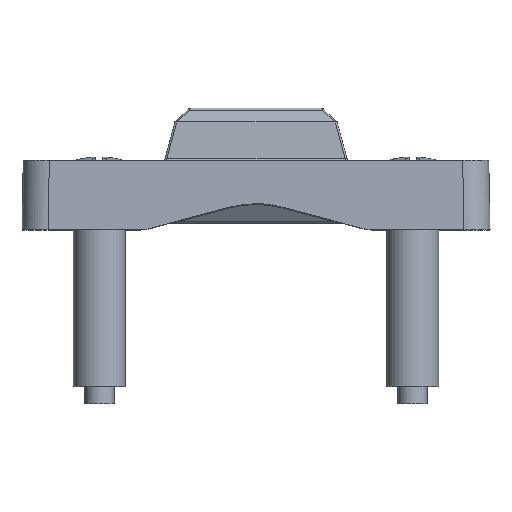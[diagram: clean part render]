
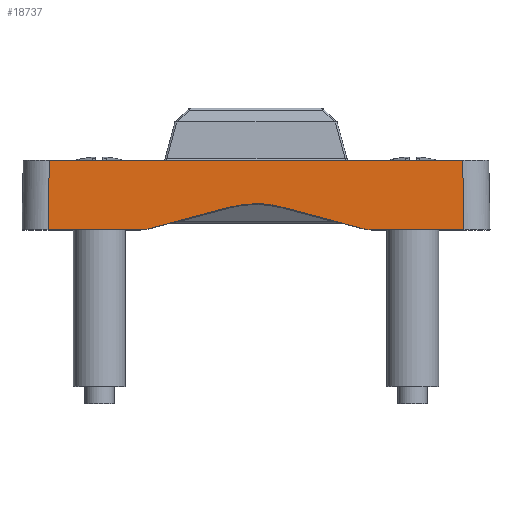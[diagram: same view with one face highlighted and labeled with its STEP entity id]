
A CAD part, top view. The second image highlights one B-rep face of the part: STEP entity #18737.
In plain terms, the highlighted planar face has unit normal (0, 0.018, 1).
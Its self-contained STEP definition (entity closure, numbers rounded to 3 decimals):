
#518=DIRECTION('',(-0.017,1.,-0.017));
#519=VECTOR('',#518,4.001);
#520=CARTESIAN_POINT('',(11.95,0.,4.));
#521=LINE('11765',#520,#519);
#525=DIRECTION('',(1.,0.,0.));
#526=VECTOR('',#525,5.299);
#527=CARTESIAN_POINT('',(6.651,0.,4.));
#528=LINE('11768',#527,#526);
#532=CARTESIAN_POINT('',(6.134,0.068,3.999));
#533=CARTESIAN_POINT('',(6.303,0.023,4.));
#534=CARTESIAN_POINT('',(6.476,0.,
4.));
#535=CARTESIAN_POINT('',(6.651,0.,4.));
#540=DIRECTION('',(0.966,-0.259,0.005));
#541=VECTOR('',#540,4.742);
#542=CARTESIAN_POINT('',(1.553,1.296,3.977));
#543=LINE('11758',#542,#541);
#547=CARTESIAN_POINT('',(-1.553,1.296,3.977));
#548=CARTESIAN_POINT('',(-0.518,1.573,3.973));
#549=CARTESIAN_POINT('',(0.518,1.573,3.973));
#550=CARTESIAN_POINT('',(1.553,1.296,3.977));
#555=DIRECTION('',(-0.966,-0.259,0.005));
#556=VECTOR('',#555,4.742);
#557=CARTESIAN_POINT('',(-1.553,1.296,3.977));
#558=LINE('11751',#557,#556);
#562=CARTESIAN_POINT('',(-6.651,0.,4.));
#563=CARTESIAN_POINT('',(-6.476,0.,4.));
#564=CARTESIAN_POINT('',(-6.303,0.023,4.));
#565=CARTESIAN_POINT('',(-6.134,0.068,3.999));
#570=DIRECTION('',(1.,0.,0.));
#571=VECTOR('',#570,5.299);
#572=CARTESIAN_POINT('',(-11.95,0.,4.));
#573=LINE('11763',#572,#571);
#577=DIRECTION('',(-0.017,-1.,0.017));
#578=VECTOR('',#577,4.001);
#579=CARTESIAN_POINT('',(-11.88,4.,3.93));
#580=LINE('11760',#579,#578);
#598=DIRECTION('',(1.,0.,0.));
#599=VECTOR('',#598,23.761);
#600=CARTESIAN_POINT('',(-11.88,4.,3.93));
#601=LINE('11769',#600,#599);
#15717=VERTEX_POINT('',#547);
#15718=VERTEX_POINT('',#550);
#15776=CARTESIAN_POINT('',(-6.651,0.,4.));
#15778=VERTEX_POINT('',#15776);
#15780=CARTESIAN_POINT('',(-6.134,0.068,
3.999));
#15782=VERTEX_POINT('',#15780);
#15784=CARTESIAN_POINT('',(6.134,0.068,
3.999));
#15786=VERTEX_POINT('',#15784);
#15787=CARTESIAN_POINT('',(6.651,0.,4.));
#15789=VERTEX_POINT('',#15787);
#15795=CARTESIAN_POINT('',(-11.88,4.,3.93));
#15796=CARTESIAN_POINT('',(-11.95,0.,4.));
#15797=VERTEX_POINT('',#15795);
#15798=VERTEX_POINT('',#15796);
#15803=CARTESIAN_POINT('',(11.95,0.,4.));
#15804=CARTESIAN_POINT('',(11.88,4.,3.93));
#15805=VERTEX_POINT('',#15803);
#15806=VERTEX_POINT('',#15804);
#18713=CARTESIAN_POINT('',(13.45,0.,4.));
#18714=DIRECTION('',(0.,0.017,1.));
#18715=DIRECTION('',(-1.,0.,0.));
#18716=AXIS2_PLACEMENT_3D('',#18713,#18714,#18715);
#18717=PLANE('13907',#18716);
#18719=ORIENTED_EDGE('11769',*,*,#18718,.T.);
#18721=ORIENTED_EDGE('11765',*,*,#18720,.F.);
#18722=ORIENTED_EDGE('11768',*,*,#18604,.F.);
#18724=ORIENTED_EDGE('11755',*,*,#18723,.F.);
#18726=ORIENTED_EDGE('11758',*,*,#18725,.F.);
#18728=ORIENTED_EDGE('11687',*,*,#18727,.F.);
#18730=ORIENTED_EDGE('11751',*,*,#18729,.T.);
#18731=ORIENTED_EDGE('11750',*,*,#18699,.F.);
#18732=ORIENTED_EDGE('11763',*,*,#18637,.F.);
#18734=ORIENTED_EDGE('11760',*,*,#18733,.F.);
#18735=EDGE_LOOP('13907',(#18719,#18721,#18722,#18724,#18726,#18728,#18730,
#18731,#18732,#18734));
#18736=FACE_OUTER_BOUND('13907',#18735,.F.);
#18737=ADVANCED_FACE('13907',(#18736),#18717,.T.);
#536=B_SPLINE_CURVE_WITH_KNOTS('11755',3,(#532,#533,#534,#535),.UNSPECIFIED.,
.F.,.F.,(4,4),(0.,1.),.UNSPECIFIED.);
#551=B_SPLINE_CURVE_WITH_KNOTS('11687',3,(#547,#548,#549,#550),.UNSPECIFIED.,
.F.,.F.,(4,4),(0.,1.),.UNSPECIFIED.);
#566=B_SPLINE_CURVE_WITH_KNOTS('11750',3,(#562,#563,#564,#565),.UNSPECIFIED.,
.F.,.F.,(4,4),(0.,1.),.UNSPECIFIED.);
#18604=EDGE_CURVE('11768',#15789,#15805,#528,.T.);
#18637=EDGE_CURVE('11763',#15798,#15778,#573,.T.);
#18699=EDGE_CURVE('11750',#15778,#15782,#566,.T.);
#18718=EDGE_CURVE('11769',#15797,#15806,#601,.T.);
#18720=EDGE_CURVE('11765',#15805,#15806,#521,.T.);
#18723=EDGE_CURVE('11755',#15786,#15789,#536,.T.);
#18725=EDGE_CURVE('11758',#15718,#15786,#543,.T.);
#18727=EDGE_CURVE('11687',#15717,#15718,#551,.T.);
#18729=EDGE_CURVE('11751',#15717,#15782,#558,.T.);
#18733=EDGE_CURVE('11760',#15797,#15798,#580,.T.);
